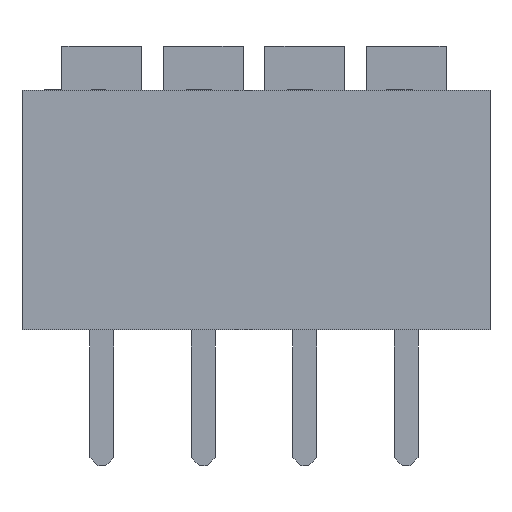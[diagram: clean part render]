
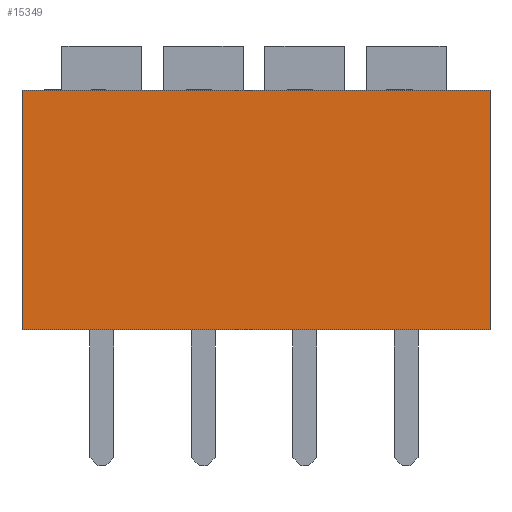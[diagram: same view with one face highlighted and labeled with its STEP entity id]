
A CAD part, front view. The second image highlights one B-rep face of the part: STEP entity #15349.
In plain terms, the highlighted planar face has unit normal (0, -1, 0).
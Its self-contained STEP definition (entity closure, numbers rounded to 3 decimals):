
#13794 = PLANE('',#13795);
#13795 = AXIS2_PLACEMENT_3D('',#13796,#13797,#13798);
#13796 = CARTESIAN_POINT('',(0.,9.9,0.));
#13797 = DIRECTION('',(1.,0.,0.));
#13798 = DIRECTION('',(0.,-1.,0.));
#13822 = PLANE('',#13823);
#13823 = AXIS2_PLACEMENT_3D('',#13824,#13825,#13826);
#13824 = CARTESIAN_POINT('',(0.,0.,6.));
#13825 = DIRECTION('',(0.,0.,-1.));
#13826 = DIRECTION('',(-1.,0.,0.));
#14227 = VERTEX_POINT('',#14228);
#14228 = CARTESIAN_POINT('',(0.,0.,0.));
#14242 = PLANE('',#14243);
#14243 = AXIS2_PLACEMENT_3D('',#14244,#14245,#14246);
#14244 = CARTESIAN_POINT('',(0.,0.,0.));
#14245 = DIRECTION('',(0.,0.,-1.));
#14246 = DIRECTION('',(-1.,0.,0.));
#14329 = VERTEX_POINT('',#14330);
#14330 = CARTESIAN_POINT('',(0.,0.,6.));
#14351 = EDGE_CURVE('',#14227,#14329,#14352,.T.);
#14352 = SURFACE_CURVE('',#14353,(#14357,#14364),.PCURVE_S1.);
#14353 = LINE('',#14354,#14355);
#14354 = CARTESIAN_POINT('',(0.,0.,0.));
#14355 = VECTOR('',#14356,1.);
#14356 = DIRECTION('',(0.,0.,1.));
#14357 = PCURVE('',#13794,#14358);
#14358 = DEFINITIONAL_REPRESENTATION('',(#14359),#14363);
#14359 = LINE('',#14360,#14361);
#14360 = CARTESIAN_POINT('',(9.9,0.));
#14361 = VECTOR('',#14362,1.);
#14362 = DIRECTION('',(0.,-1.));
#14363 = ( GEOMETRIC_REPRESENTATION_CONTEXT(2) 
PARAMETRIC_REPRESENTATION_CONTEXT() REPRESENTATION_CONTEXT('2D SPACE',''
  ) );
#14364 = PCURVE('',#14365,#14370);
#14365 = PLANE('',#14366);
#14366 = AXIS2_PLACEMENT_3D('',#14367,#14368,#14369);
#14367 = CARTESIAN_POINT('',(0.,0.,0.));
#14368 = DIRECTION('',(0.,1.,0.));
#14369 = DIRECTION('',(1.,0.,0.));
#14370 = DEFINITIONAL_REPRESENTATION('',(#14371),#14375);
#14371 = LINE('',#14372,#14373);
#14372 = CARTESIAN_POINT('',(0.,0.));
#14373 = VECTOR('',#14374,1.);
#14374 = DIRECTION('',(0.,-1.));
#14375 = ( GEOMETRIC_REPRESENTATION_CONTEXT(2) 
PARAMETRIC_REPRESENTATION_CONTEXT() REPRESENTATION_CONTEXT('2D SPACE',''
  ) );
#14434 = EDGE_CURVE('',#14329,#14435,#14437,.T.);
#14435 = VERTEX_POINT('',#14436);
#14436 = CARTESIAN_POINT('',(11.72,0.,6.));
#14437 = SURFACE_CURVE('',#14438,(#14442,#14449),.PCURVE_S1.);
#14438 = LINE('',#14439,#14440);
#14439 = CARTESIAN_POINT('',(0.,0.,6.));
#14440 = VECTOR('',#14441,1.);
#14441 = DIRECTION('',(1.,0.,0.));
#14442 = PCURVE('',#13822,#14443);
#14443 = DEFINITIONAL_REPRESENTATION('',(#14444),#14448);
#14444 = LINE('',#14445,#14446);
#14445 = CARTESIAN_POINT('',(0.,0.));
#14446 = VECTOR('',#14447,1.);
#14447 = DIRECTION('',(-1.,0.));
#14448 = ( GEOMETRIC_REPRESENTATION_CONTEXT(2) 
PARAMETRIC_REPRESENTATION_CONTEXT() REPRESENTATION_CONTEXT('2D SPACE',''
  ) );
#14449 = PCURVE('',#14365,#14450);
#14450 = DEFINITIONAL_REPRESENTATION('',(#14451),#14455);
#14451 = LINE('',#14452,#14453);
#14452 = CARTESIAN_POINT('',(0.,-6.));
#14453 = VECTOR('',#14454,1.);
#14454 = DIRECTION('',(1.,0.));
#14455 = ( GEOMETRIC_REPRESENTATION_CONTEXT(2) 
PARAMETRIC_REPRESENTATION_CONTEXT() REPRESENTATION_CONTEXT('2D SPACE',''
  ) );
#14541 = PLANE('',#14542);
#14542 = AXIS2_PLACEMENT_3D('',#14543,#14544,#14545);
#14543 = CARTESIAN_POINT('',(11.72,0.,0.));
#14544 = DIRECTION('',(-1.,0.,0.));
#14545 = DIRECTION('',(0.,1.,0.));
#15168 = EDGE_CURVE('',#14227,#15169,#15171,.T.);
#15169 = VERTEX_POINT('',#15170);
#15170 = CARTESIAN_POINT('',(11.72,0.,0.));
#15171 = SURFACE_CURVE('',#15172,(#15176,#15183),.PCURVE_S1.);
#15172 = LINE('',#15173,#15174);
#15173 = CARTESIAN_POINT('',(0.,0.,0.));
#15174 = VECTOR('',#15175,1.);
#15175 = DIRECTION('',(1.,0.,0.));
#15176 = PCURVE('',#14242,#15177);
#15177 = DEFINITIONAL_REPRESENTATION('',(#15178),#15182);
#15178 = LINE('',#15179,#15180);
#15179 = CARTESIAN_POINT('',(0.,0.));
#15180 = VECTOR('',#15181,1.);
#15181 = DIRECTION('',(-1.,0.));
#15182 = ( GEOMETRIC_REPRESENTATION_CONTEXT(2) 
PARAMETRIC_REPRESENTATION_CONTEXT() REPRESENTATION_CONTEXT('2D SPACE',''
  ) );
#15183 = PCURVE('',#14365,#15184);
#15184 = DEFINITIONAL_REPRESENTATION('',(#15185),#15189);
#15185 = LINE('',#15186,#15187);
#15186 = CARTESIAN_POINT('',(0.,0.));
#15187 = VECTOR('',#15188,1.);
#15188 = DIRECTION('',(1.,0.));
#15189 = ( GEOMETRIC_REPRESENTATION_CONTEXT(2) 
PARAMETRIC_REPRESENTATION_CONTEXT() REPRESENTATION_CONTEXT('2D SPACE',''
  ) );
#15349 = ADVANCED_FACE('',(#15350),#14365,.F.);
#15350 = FACE_BOUND('',#15351,.F.);
#15351 = EDGE_LOOP('',(#15352,#15353,#15354,#15375));
#15352 = ORIENTED_EDGE('',*,*,#14351,.T.);
#15353 = ORIENTED_EDGE('',*,*,#14434,.T.);
#15354 = ORIENTED_EDGE('',*,*,#15355,.F.);
#15355 = EDGE_CURVE('',#15169,#14435,#15356,.T.);
#15356 = SURFACE_CURVE('',#15357,(#15361,#15368),.PCURVE_S1.);
#15357 = LINE('',#15358,#15359);
#15358 = CARTESIAN_POINT('',(11.72,0.,0.));
#15359 = VECTOR('',#15360,1.);
#15360 = DIRECTION('',(0.,0.,1.));
#15361 = PCURVE('',#14365,#15362);
#15362 = DEFINITIONAL_REPRESENTATION('',(#15363),#15367);
#15363 = LINE('',#15364,#15365);
#15364 = CARTESIAN_POINT('',(11.72,0.));
#15365 = VECTOR('',#15366,1.);
#15366 = DIRECTION('',(0.,-1.));
#15367 = ( GEOMETRIC_REPRESENTATION_CONTEXT(2) 
PARAMETRIC_REPRESENTATION_CONTEXT() REPRESENTATION_CONTEXT('2D SPACE',''
  ) );
#15368 = PCURVE('',#14541,#15369);
#15369 = DEFINITIONAL_REPRESENTATION('',(#15370),#15374);
#15370 = LINE('',#15371,#15372);
#15371 = CARTESIAN_POINT('',(0.,0.));
#15372 = VECTOR('',#15373,1.);
#15373 = DIRECTION('',(0.,-1.));
#15374 = ( GEOMETRIC_REPRESENTATION_CONTEXT(2) 
PARAMETRIC_REPRESENTATION_CONTEXT() REPRESENTATION_CONTEXT('2D SPACE',''
  ) );
#15375 = ORIENTED_EDGE('',*,*,#15168,.F.);
